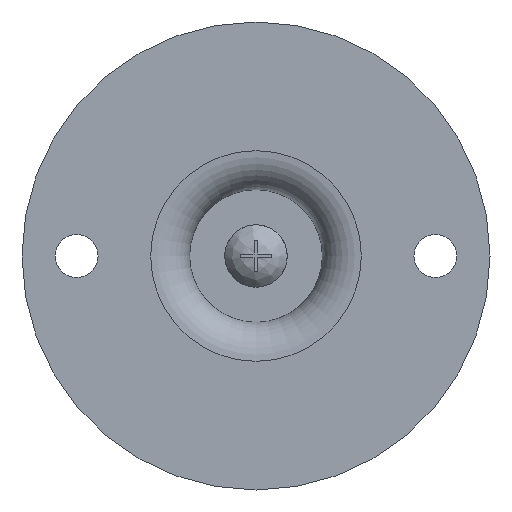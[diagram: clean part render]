
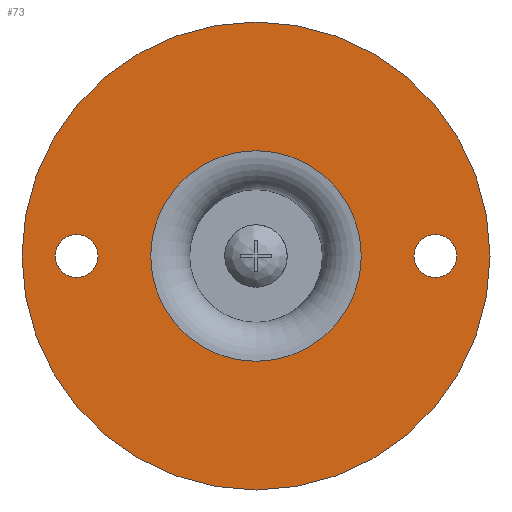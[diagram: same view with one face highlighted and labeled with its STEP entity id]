
A CAD part, front view. The second image highlights one B-rep face of the part: STEP entity #73.
In plain terms, the highlighted planar face has unit normal (0, -1, 0).
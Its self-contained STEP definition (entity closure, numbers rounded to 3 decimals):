
#73 = ADVANCED_FACE( '', ( #186, #187, #188, #189 ), #190, .F. );
#186 = FACE_BOUND( '', #353, .T. );
#187 = FACE_BOUND( '', #354, .T. );
#188 = FACE_OUTER_BOUND( '', #355, .T. );
#189 = FACE_BOUND( '', #356, .T. );
#190 = PLANE( '', #357 );
#353 = EDGE_LOOP( '', ( #550 ) );
#354 = EDGE_LOOP( '', ( #551 ) );
#355 = EDGE_LOOP( '', ( #552 ) );
#356 = EDGE_LOOP( '', ( #553 ) );
#357 = AXIS2_PLACEMENT_3D( '', #554, #555, #556 );
#550 = ORIENTED_EDGE( '', *, *, #920, .F. );
#551 = ORIENTED_EDGE( '', *, *, #921, .F. );
#552 = ORIENTED_EDGE( '', *, *, #922, .T. );
#553 = ORIENTED_EDGE( '', *, *, #923, .T. );
#554 = CARTESIAN_POINT( '', ( 30., 0., 0. ) );
#555 = DIRECTION( '', ( 0., 1., 0. ) );
#556 = DIRECTION( '', ( 0., 0., 1. ) );
#920 = EDGE_CURVE( '', #1063, #1063, #1064, .T. );
#921 = EDGE_CURVE( '', #1065, #1065, #1066, .F. );
#922 = EDGE_CURVE( '', #1067, #1067, #1068, .T. );
#923 = EDGE_CURVE( '', #1069, #1069, #1070, .T. );
#1063 = VERTEX_POINT( '', #1268 );
#1064 = CIRCLE( '', #1269, 13.5 );
#1065 = VERTEX_POINT( '', #1270 );
#1066 = CIRCLE( '', #1271, 2.75 );
#1067 = VERTEX_POINT( '', #1272 );
#1068 = CIRCLE( '', #1273, 30. );
#1069 = VERTEX_POINT( '', #1274 );
#1070 = CIRCLE( '', #1275, 2.75 );
#1268 = CARTESIAN_POINT( '', ( 0., 0., -13.5 ) );
#1269 = AXIS2_PLACEMENT_3D( '', #1667, #1668, #1669 );
#1270 = CARTESIAN_POINT( '', ( 23., 0., 2.75 ) );
#1271 = AXIS2_PLACEMENT_3D( '', #1670, #1671, #1672 );
#1272 = CARTESIAN_POINT( '', ( 0., 0., -30. ) );
#1273 = AXIS2_PLACEMENT_3D( '', #1673, #1674, #1675 );
#1274 = CARTESIAN_POINT( '', ( -20.25, 0., 0. ) );
#1275 = AXIS2_PLACEMENT_3D( '', #1676, #1677, #1678 );
#1667 = CARTESIAN_POINT( '', ( 0., 0., 0. ) );
#1668 = DIRECTION( '', ( 0., -1., 0. ) );
#1669 = DIRECTION( '', ( 0., 0., -1. ) );
#1670 = CARTESIAN_POINT( '', ( 23., 0., 0. ) );
#1671 = DIRECTION( '', ( 0., 1., 0. ) );
#1672 = DIRECTION( '', ( 0., 0., 1. ) );
#1673 = CARTESIAN_POINT( '', ( 0., 0., 0. ) );
#1674 = DIRECTION( '', ( 0., -1., 0. ) );
#1675 = DIRECTION( '', ( 0., 0., -1. ) );
#1676 = CARTESIAN_POINT( '', ( -23., 0., 0. ) );
#1677 = DIRECTION( '', ( 0., 1., 0. ) );
#1678 = DIRECTION( '', ( 1., 0., 0. ) );
